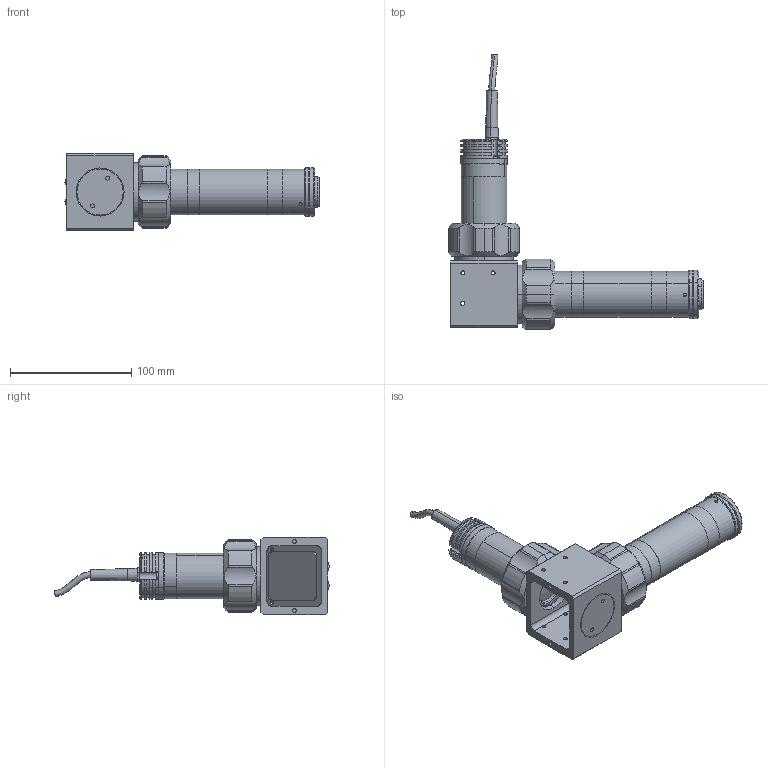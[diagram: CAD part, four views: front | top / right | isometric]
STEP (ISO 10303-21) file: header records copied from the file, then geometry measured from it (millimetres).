
FILE_DESCRIPTION (( 'STEP AP214' ), '1' );
FILE_NAME ('TCCXQ066.STEP', '2014-07-13T15:17:07', ( '' ), ( '' ), 'SwSTEP 2.0', 'SolidWorks 2013', '' );
FILE_SCHEMA (( 'AUTOMOTIVE_DESIGN' ));
Length unit declared in the file: millimetre
Products named in the file (1): TCCXQ066
Bounding box: 209.2 x 226.28 x 64 mm (x, y, z)
Surface area: 85038.8 mm2 (no closed solid volume)
Topology: 0 solids, 38 shells, 341 faces, 1046 edges, 745 vertices
Faces by surface type: cylinder 186, plane 119, cone 28, torus 4, sphere 2, bspline 2
Entity records: 16814 total; most frequent: CARTESIAN_POINT 3549, DIRECTION 2067, ORIENTED_EDGE 1764, EDGE_CURVE 1046, AXIS2_PLACEMENT_3D 793, VERTEX_POINT 745, LINE 481, VECTOR 481
